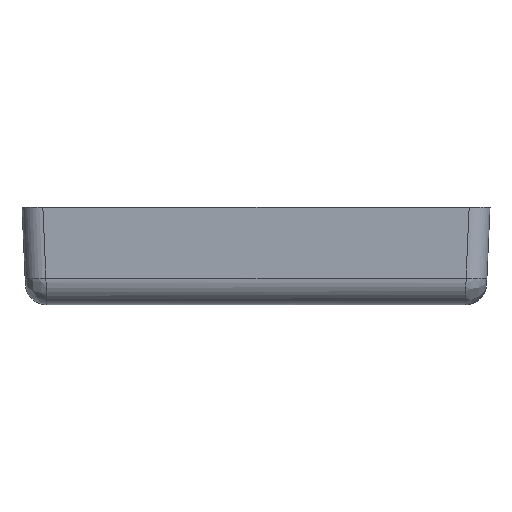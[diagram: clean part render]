
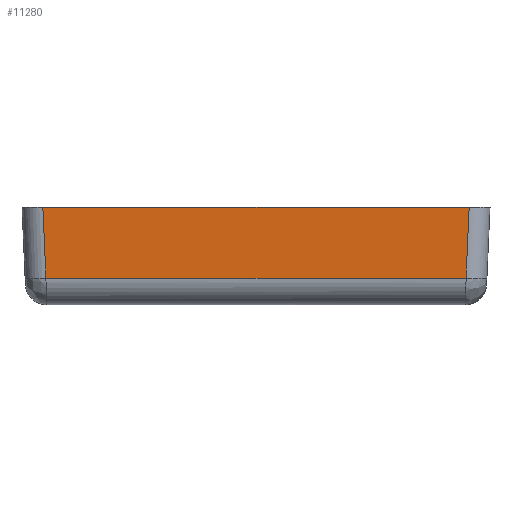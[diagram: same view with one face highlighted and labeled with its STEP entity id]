
A CAD part, left-side view. The second image highlights one B-rep face of the part: STEP entity #11280.
In plain terms, the highlighted planar face has unit normal (-0.999, 0, -0.044).
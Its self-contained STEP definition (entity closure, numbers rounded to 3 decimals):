
#1721=CARTESIAN_POINT('',(-28.993,40.942,14.));
#1722=VERTEX_POINT('',#1721);
#1730=CARTESIAN_POINT('',(-28.993,-20.286,14.));
#1731=VERTEX_POINT('',#1730);
#1732=CARTESIAN_POINT('',(-28.993,-20.286,14.));
#1733=DIRECTION('',(0.0,1.0,0.0));
#1734=VECTOR('',#1733,61.228);
#1735=LINE('',#1732,#1734);
#1736=EDGE_CURVE('',#1731,#1722,#1735,.T.);
#9238=CARTESIAN_POINT('',(-28.548,40.498,3.826));
#9239=VERTEX_POINT('',#9238);
#9991=CARTESIAN_POINT('',(-28.548,-19.842,3.826));
#9992=VERTEX_POINT('',#9991);
#11233=CARTESIAN_POINT('',(-28.548,40.498,3.826));
#11234=DIRECTION('',(-0.044,0.044,0.998));
#11235=VECTOR('',#11234,10.194);
#11236=LINE('',#11233,#11235);
#11237=EDGE_CURVE('',#9239,#1722,#11236,.T.);
#11259=CARTESIAN_POINT('',(-28.381,-22.672,0.0));
#11260=DIRECTION('',(-0.999,0.,-0.044));
#11261=DIRECTION('',(0.0,-1.0,0.0));
#11262=AXIS2_PLACEMENT_3D('',#11259,#11260,#11261);
#11263=PLANE('',#11262);
#11264=ORIENTED_EDGE('',*,*,#11237,.F.);
#11265=CARTESIAN_POINT('',(-28.548,-19.842,3.826));
#11266=DIRECTION('',(0.0,1.0,0.0));
#11267=VECTOR('',#11266,60.34);
#11268=LINE('',#11265,#11267);
#11269=EDGE_CURVE('',#9992,#9239,#11268,.T.);
#11270=ORIENTED_EDGE('',*,*,#11269,.F.);
#11271=CARTESIAN_POINT('',(-28.993,-20.286,14.));
#11272=DIRECTION('',(0.044,0.044,-0.998));
#11273=VECTOR('',#11272,10.194);
#11274=LINE('',#11271,#11273);
#11275=EDGE_CURVE('',#1731,#9992,#11274,.T.);
#11276=ORIENTED_EDGE('',*,*,#11275,.F.);
#11277=ORIENTED_EDGE('',*,*,#1736,.T.);
#11278=EDGE_LOOP('',(#11264,#11270,#11276,#11277));
#11279=FACE_OUTER_BOUND('',#11278,.T.);
#11280=ADVANCED_FACE('',(#11279),#11263,.T.);
